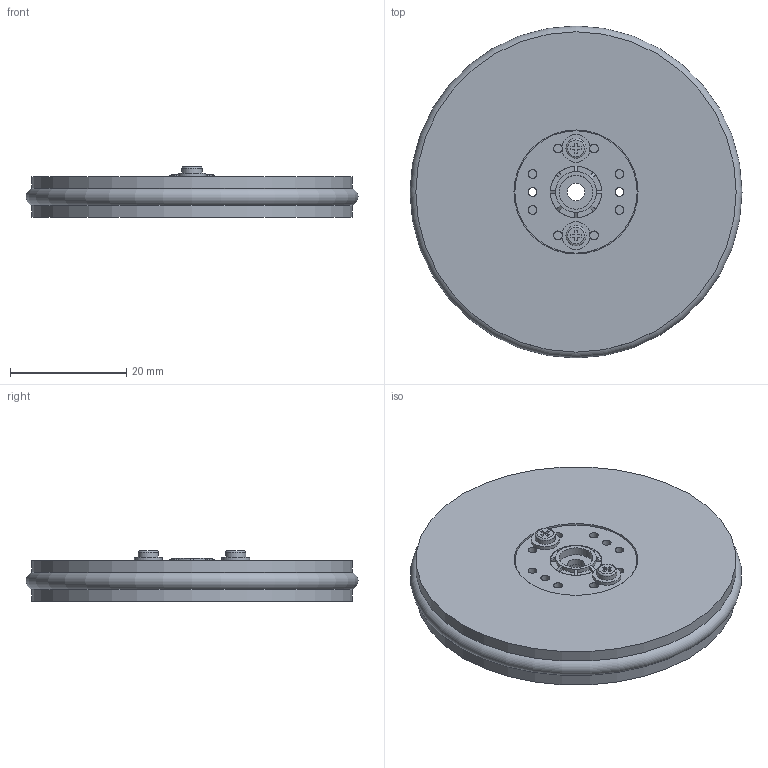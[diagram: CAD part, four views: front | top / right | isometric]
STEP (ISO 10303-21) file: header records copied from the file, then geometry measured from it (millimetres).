
FILE_DESCRIPTION(('FreeCAD Model'),'2;1');
FILE_NAME('Miniskybot-wheel-rounded-horn-assembly.step','2014-08-01T09:51:07',('FreeCAD'),('FreeCAD') ,'Open CASCADE STEP processor 6.7','FreeCAD','Unknown');
FILE_SCHEMA(('AUTOMOTIVE_DESIGN_CC2 { 1 2 10303 214 -1 1 5 4 }'));
Length unit declared in the file: millimetre
Products named in the file (1): Miniskybot-wheel-rounded-horn-assembly
Bounding box: 57 x 57 x 8.7 mm (x, y, z)
Volume: 17142.4 mm3; surface area: 9297.2 mm2
Topology: 5 solids, 5 shells, 121 faces, 283 edges, 181 vertices
Faces by surface type: plane 67, cylinder 47, torus 4, cone 3
Full cylindrical faces by diameter (mm): 1.5 x16, 2.1 x2, 3 x1, 3.44 x2, 4.8 x2, 5.4 x1, 5.8 x1, 8.1 x1, 9 x1, 21 x1, 21.3 x1, 55 x2
Entity records: 8311 total; most frequent: CARTESIAN_POINT 1682, DIRECTION 1116, LINE 586, VECTOR 586, ORIENTED_EDGE 562, PCURVE 562, DEFINITIONAL_REPRESENTATION 562, EDGE_CURVE 281
